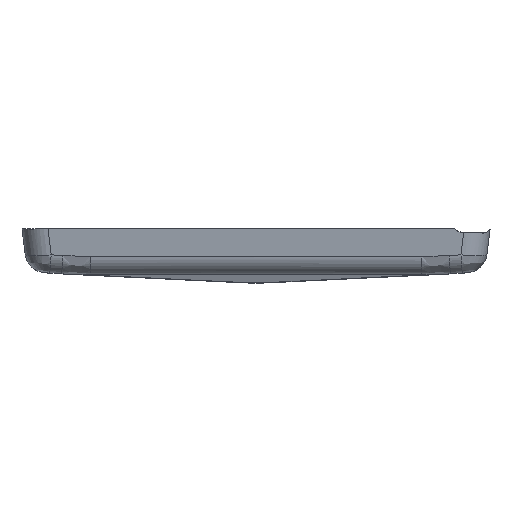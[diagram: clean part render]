
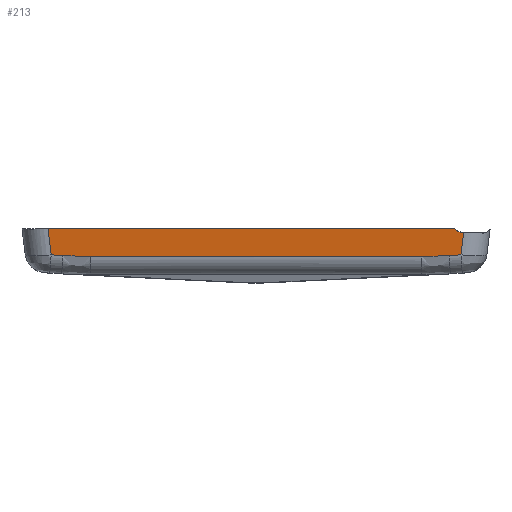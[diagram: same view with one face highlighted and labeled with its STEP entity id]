
A CAD part, left-side view. The second image highlights one B-rep face of the part: STEP entity #213.
In plain terms, the highlighted planar face has unit normal (0.993, 0, 0.122).
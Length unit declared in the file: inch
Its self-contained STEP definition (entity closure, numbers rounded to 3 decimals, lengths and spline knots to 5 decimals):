
#213=ADVANCED_FACE('',(#568),#4711,.T.);
#568=FACE_OUTER_BOUND('',#923,.T.);
#923=EDGE_LOOP('',(#1679,#1680,#1681,#1682,#1683,#1684,#1685,#1686));
#1679=ORIENTED_EDGE('',*,*,#3027,.F.);
#1680=ORIENTED_EDGE('',*,*,#2857,.T.);
#1681=ORIENTED_EDGE('',*,*,#2871,.T.);
#1682=ORIENTED_EDGE('',*,*,#2854,.T.);
#1683=ORIENTED_EDGE('',*,*,#2870,.T.);
#1684=ORIENTED_EDGE('',*,*,#2868,.T.);
#1685=ORIENTED_EDGE('',*,*,#3028,.F.);
#1686=ORIENTED_EDGE('',*,*,#3029,.F.);
#2854=EDGE_CURVE('',#4321,#4322,#4009,.T.);
#2857=EDGE_CURVE('',#4325,#4323,#4010,.T.);
#2868=EDGE_CURVE('',#4333,#4332,#4015,.T.);
#2870=EDGE_CURVE('',#4322,#4333,#4016,.T.);
#2871=EDGE_CURVE('',#4323,#4321,#4017,.T.);
#3027=EDGE_CURVE('',#4325,#4436,#4145,.T.);
#3028=EDGE_CURVE('',#4435,#4332,#4146,.T.);
#3029=EDGE_CURVE('',#4436,#4435,#4147,.T.);
#4009=B_SPLINE_CURVE_WITH_KNOTS('',1,(#20249,#20250),.UNSPECIFIED.,.F.,
 .F.,(2,2),(0.,15.97369),.UNSPECIFIED.);
#4010=B_SPLINE_CURVE_WITH_KNOTS('',1,(#20257,#20258),.UNSPECIFIED.,.F.,
 .F.,(2,2),(0.,0.56941),.UNSPECIFIED.);
#4015=B_SPLINE_CURVE_WITH_KNOTS('',1,(#20295,#20296),.UNSPECIFIED.,.F.,
 .F.,(2,2),(0.,0.56941),.UNSPECIFIED.);
#4016=B_SPLINE_CURVE_WITH_KNOTS('',3,(#20300,#20301,#20302,#20303,#20304,
#20305),.UNSPECIFIED.,.F.,.F.,(4,1,1,4),(-1.31175,-0.8745,
-0.43725,0.),.UNSPECIFIED.);
#4017=B_SPLINE_CURVE_WITH_KNOTS('',3,(#20306,#20307,#20308,#20309,#20310,
#20311),.UNSPECIFIED.,.F.,.F.,(4,1,1,4),(-1.31175,-0.8745,
-0.43725,0.),.UNSPECIFIED.);
#4145=B_SPLINE_CURVE_WITH_KNOTS('',1,(#22467,#22468),.UNSPECIFIED.,.F.,
 .F.,(2,2),(-1.0766,0.),.UNSPECIFIED.);
#4146=B_SPLINE_CURVE_WITH_KNOTS('',1,(#22469,#22470),.UNSPECIFIED.,.F.,
 .F.,(2,2),(-1.27448,0.),.UNSPECIFIED.);
#4147=B_SPLINE_CURVE_WITH_KNOTS('',3,(#22471,#22472,#22473,#22474,#22475,
#22476,#22477,#22478,#22479,#22480,#22481,#22482,#22483,#22484,#22485,#22486,
#22487,#22488,#22489),.UNSPECIFIED.,.F.,.F.,(4,3,1,1,1,3,1,1,1,3,4),(0.,
0.0265,0.13662,0.24674,0.35686,0.46699,
0.4716,0.47622,0.48084,0.48546,
20.08063),.UNSPECIFIED.);
#4321=VERTEX_POINT('',#18839);
#4322=VERTEX_POINT('',#18840);
#4323=VERTEX_POINT('',#18841);
#4325=VERTEX_POINT('',#18843);
#4332=VERTEX_POINT('',#18850);
#4333=VERTEX_POINT('',#18851);
#4435=VERTEX_POINT('',#18953);
#4436=VERTEX_POINT('',#18954);
#4711=PLANE('',#5086);
#5086=AXIS2_PLACEMENT_3D('',#7608,#5151,$);
#5151=DIRECTION('',(0.993,0.,0.122));
#7608=CARTESIAN_POINT('',(-25.48255,9.65348,-0.35035));
#18839=CARTESIAN_POINT('',(-25.48419,-8.35329,-0.33699));
#18840=CARTESIAN_POINT('',(-25.48419,7.6204,-0.33699));
#18841=CARTESIAN_POINT('',(-25.48949,-9.66401,-0.2938));
#18843=CARTESIAN_POINT('',(-25.49406,-10.23218,-0.25658));
#18850=CARTESIAN_POINT('',(-25.49406,9.4993,-0.25658));
#18851=CARTESIAN_POINT('',(-25.48949,8.93113,-0.2938));
#18953=CARTESIAN_POINT('',(-25.64824,9.65348,0.99911));
#18954=CARTESIAN_POINT('',(-25.6243,-10.36242,0.80415));
#20249=CARTESIAN_POINT('',(-25.48419,-8.35329,-0.33699));
#20250=CARTESIAN_POINT('',(-25.48419,7.6204,-0.33699));
#20257=CARTESIAN_POINT('',(-25.49406,-10.23218,-0.25658));
#20258=CARTESIAN_POINT('',(-25.48949,-9.66401,-0.2938));
#20295=CARTESIAN_POINT('',(-25.48949,8.93113,-0.2938));
#20296=CARTESIAN_POINT('',(-25.49406,9.4993,-0.25658));
#20300=CARTESIAN_POINT('',(-25.48419,7.6204,-0.33699));
#20301=CARTESIAN_POINT('',(-25.48419,7.76476,-0.33699));
#20302=CARTESIAN_POINT('',(-25.48458,8.05432,-0.3338));
#20303=CARTESIAN_POINT('',(-25.48634,8.4913,-0.31943));
#20304=CARTESIAN_POINT('',(-25.48831,8.78424,-0.30342));
#20305=CARTESIAN_POINT('',(-25.48949,8.93113,-0.2938));
#20306=CARTESIAN_POINT('',(-25.48949,-9.66401,-0.2938));
#20307=CARTESIAN_POINT('',(-25.48831,-9.51713,-0.30342));
#20308=CARTESIAN_POINT('',(-25.48634,-9.22418,-0.31943));
#20309=CARTESIAN_POINT('',(-25.48458,-8.78721,-0.3338));
#20310=CARTESIAN_POINT('',(-25.48419,-8.49764,-0.33699));
#20311=CARTESIAN_POINT('',(-25.48419,-8.35329,-0.33699));
#22467=CARTESIAN_POINT('',(-25.49406,-10.23218,-0.25658));
#22468=CARTESIAN_POINT('',(-25.6243,-10.36242,0.80415));
#22469=CARTESIAN_POINT('',(-25.64824,9.65348,0.99911));
#22470=CARTESIAN_POINT('',(-25.49406,9.4993,-0.25658));
#22471=CARTESIAN_POINT('',(-25.6243,-10.36242,0.80415));
#22472=CARTESIAN_POINT('',(-25.6243,-10.35359,0.80415));
#22473=CARTESIAN_POINT('',(-25.6243,-10.34476,0.80415));
#22474=CARTESIAN_POINT('',(-25.6243,-10.33593,0.80415));
#22475=CARTESIAN_POINT('',(-25.6243,-10.29882,0.80415));
#22476=CARTESIAN_POINT('',(-25.62534,-10.22684,0.81259));
#22477=CARTESIAN_POINT('',(-25.62986,-10.12349,0.84945));
#22478=CARTESIAN_POINT('',(-25.6372,-10.03105,0.90922));
#22479=CARTESIAN_POINT('',(-25.64363,-9.98027,0.96152));
#22480=CARTESIAN_POINT('',(-25.64727,-9.95753,0.99121));
#22481=CARTESIAN_POINT('',(-25.64742,-9.95658,0.99246));
#22482=CARTESIAN_POINT('',(-25.64769,-9.95445,0.99466));
#22483=CARTESIAN_POINT('',(-25.64801,-9.95057,0.9972));
#22484=CARTESIAN_POINT('',(-25.6482,-9.94623,0.99876));
#22485=CARTESIAN_POINT('',(-25.64824,-9.94323,0.99911));
#22486=CARTESIAN_POINT('',(-25.64824,-9.94169,0.99911));
#22487=CARTESIAN_POINT('',(-25.64824,-3.40997,0.99911));
#22488=CARTESIAN_POINT('',(-25.64824,3.12176,0.99911));
#22489=CARTESIAN_POINT('',(-25.64824,9.65348,0.99911));
